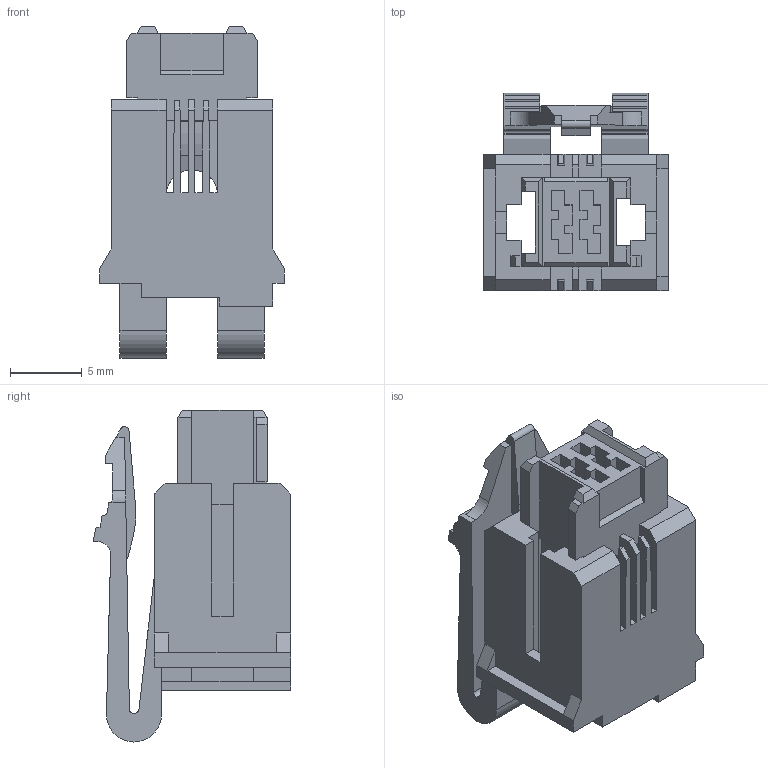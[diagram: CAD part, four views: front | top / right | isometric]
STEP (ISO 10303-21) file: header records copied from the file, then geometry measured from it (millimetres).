
FILE_DESCRIPTION(/* description */ ('STEP AP214'),/* implementation_level */ '2;1');
FILE_NAME(/* name */ 'IMPC-02-P',/* time_stamp */ '2022-07-10T19:38:34+02:00',/* author */ ('License CC BY-ND 4.0'),/* organization */ ('CADENAS'),/* preprocessor_version */ 'ST-DEVELOPER v18.102',/* originating_system */ 'PARTsolutions',/* authorisation */ ' ');
FILE_SCHEMA (('AUTOMOTIVE_DESIGN {1 0 10303 214 3 1 1}'));
Length unit declared in the file: millimetre
Products named in the file (2): IMPC-02-P; IMPC-02-P_BODY
Assembly tree (1 placements, depth 2):
  IMPC-02-P
    IMPC-02-P_BODY
Bounding box: 12.85 x 13.75 x 23.1 mm (x, y, z)
Volume: 1499.8 mm3; surface area: 2193.7 mm2
Topology: 1 solids, 1 shells, 233 faces, 709 edges, 466 vertices
Faces by surface type: plane 218, cylinder 15
Entity records: 9481 total; most frequent: ORIENTED_EDGE 1418, CARTESIAN_POINT 1410, DIRECTION 1211, EDGE_CURVE 709, LINE 677, VECTOR 677, VERTEX_POINT 466, AXIS2_PLACEMENT_3D 267
